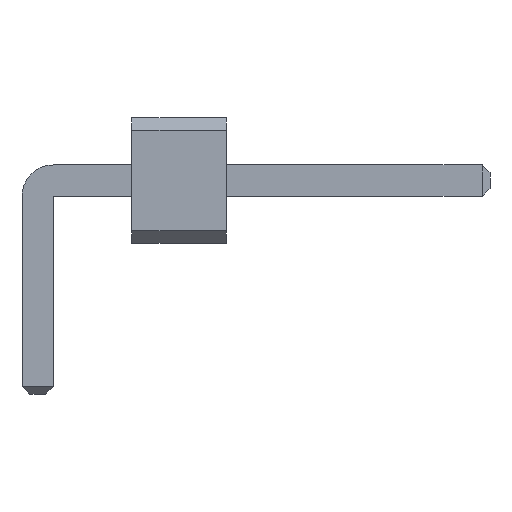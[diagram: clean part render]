
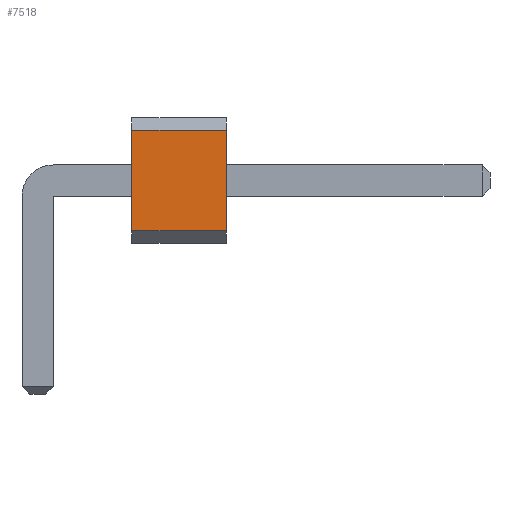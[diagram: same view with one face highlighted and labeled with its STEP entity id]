
A CAD part, front view. The second image highlights one B-rep face of the part: STEP entity #7518.
In plain terms, the highlighted planar face has unit normal (0, -1, 0).
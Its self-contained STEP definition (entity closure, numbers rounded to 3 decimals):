
#790 = VERTEX_POINT('',#791);
#791 = CARTESIAN_POINT('',(1.5,-55.,1.8));
#797 = EDGE_CURVE('',#798,#790,#800,.T.);
#798 = VERTEX_POINT('',#799);
#799 = CARTESIAN_POINT('',(1.5,-55.,0.2));
#800 = LINE('',#801,#802);
#801 = CARTESIAN_POINT('',(1.5,-55.,0.2));
#802 = VECTOR('',#803,1.);
#803 = DIRECTION('',(0.,0.,1.));
#3087 = VERTEX_POINT('',#3088);
#3088 = CARTESIAN_POINT('',(3.,-55.,1.8));
#3094 = EDGE_CURVE('',#3095,#3087,#3097,.T.);
#3095 = VERTEX_POINT('',#3096);
#3096 = CARTESIAN_POINT('',(3.,-55.,0.2));
#3097 = LINE('',#3098,#3099);
#3098 = CARTESIAN_POINT('',(3.,-55.,0.2));
#3099 = VECTOR('',#3100,1.);
#3100 = DIRECTION('',(0.,0.,1.));
#7490 = EDGE_CURVE('',#798,#3095,#7491,.T.);
#7491 = LINE('',#7492,#7493);
#7492 = CARTESIAN_POINT('',(1.5,-55.,0.2));
#7493 = VECTOR('',#7494,1.);
#7494 = DIRECTION('',(1.,0.,0.));
#7518 = ADVANCED_FACE('',(#7519),#7530,.T.);
#7519 = FACE_BOUND('',#7520,.T.);
#7520 = EDGE_LOOP('',(#7521,#7522,#7523,#7529));
#7521 = ORIENTED_EDGE('',*,*,#7490,.T.);
#7522 = ORIENTED_EDGE('',*,*,#3094,.T.);
#7523 = ORIENTED_EDGE('',*,*,#7524,.F.);
#7524 = EDGE_CURVE('',#790,#3087,#7525,.T.);
#7525 = LINE('',#7526,#7527);
#7526 = CARTESIAN_POINT('',(1.5,-55.,1.8));
#7527 = VECTOR('',#7528,1.);
#7528 = DIRECTION('',(1.,0.,0.));
#7529 = ORIENTED_EDGE('',*,*,#797,.F.);
#7530 = PLANE('',#7531);
#7531 = AXIS2_PLACEMENT_3D('',#7532,#7533,#7534);
#7532 = CARTESIAN_POINT('',(1.5,-55.,0.2));
#7533 = DIRECTION('',(0.,-1.,0.));
#7534 = DIRECTION('',(0.,0.,1.));
